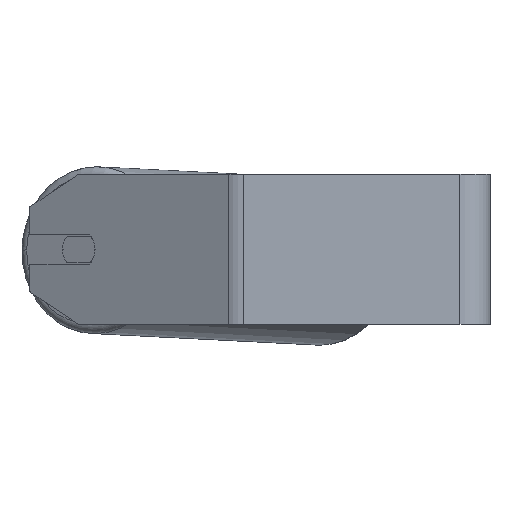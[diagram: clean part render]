
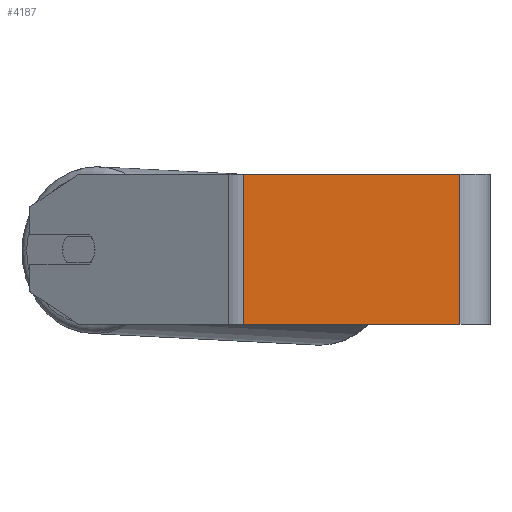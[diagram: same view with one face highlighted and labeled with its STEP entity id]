
A CAD part, left-side view. The second image highlights one B-rep face of the part: STEP entity #4187.
In plain terms, the highlighted planar face has unit normal (-1, 0, 0).
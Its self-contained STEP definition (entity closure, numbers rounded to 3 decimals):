
#69 = LINE ( 'NONE', #6001, #5488 ) ;
#391 = LINE ( 'NONE', #2068, #5314 ) ;
#608 = ORIENTED_EDGE ( 'NONE', *, *, #6384, .T. ) ;
#867 = VECTOR ( 'NONE', #5007, 1000. ) ;
#967 = DIRECTION ( 'NONE',  ( 1., 0., 0. ) ) ;
#1129 = EDGE_CURVE ( 'NONE', #6719, #2034, #4520, .T. ) ;
#1192 = EDGE_CURVE ( 'NONE', #6719, #6383, #69, .T. ) ;
#1421 = DIRECTION ( 'NONE',  ( 0., 0., -1. ) ) ;
#1509 = ORIENTED_EDGE ( 'NONE', *, *, #1787, .F. ) ;
#1787 = EDGE_CURVE ( 'NONE', #2034, #4118, #3014, .T. ) ;
#2034 = VERTEX_POINT ( 'NONE', #3323 ) ;
#2068 = CARTESIAN_POINT ( 'NONE',  ( -300., 135.568, -40. ) ) ;
#2089 = CARTESIAN_POINT ( 'NONE',  ( -300., 16., -40. ) ) ;
#2202 = ORIENTED_EDGE ( 'NONE', *, *, #1192, .T. ) ;
#2709 = AXIS2_PLACEMENT_3D ( 'NONE', #3683, #967, #5281 ) ;
#3014 = LINE ( 'NONE', #6262, #3347 ) ;
#3323 = CARTESIAN_POINT ( 'NONE',  ( -300., 16., 40. ) ) ;
#3347 = VECTOR ( 'NONE', #1421, 1000. ) ;
#3652 = FACE_OUTER_BOUND ( 'NONE', #5248, .T. ) ;
#3683 = CARTESIAN_POINT ( 'NONE',  ( -300., 135.568, 40. ) ) ;
#3909 = CARTESIAN_POINT ( 'NONE',  ( -300., 135.568, 40. ) ) ;
#3953 = DIRECTION ( 'NONE',  ( 0., 0., -1. ) ) ;
#4118 = VERTEX_POINT ( 'NONE', #2089 ) ;
#4160 = ORIENTED_EDGE ( 'NONE', *, *, #1129, .F. ) ;
#4187 = ADVANCED_FACE ( 'NONE', ( #3652 ), #5808, .F. ) ;
#4520 = LINE ( 'NONE', #3909, #867 ) ;
#5007 = DIRECTION ( 'NONE',  ( 0., -1., 0. ) ) ;
#5248 = EDGE_LOOP ( 'NONE', ( #608, #1509, #4160, #2202 ) ) ;
#5281 = DIRECTION ( 'NONE',  ( 0., 0., -1. ) ) ;
#5311 = CARTESIAN_POINT ( 'NONE',  ( -300., 131.281, 40. ) ) ;
#5314 = VECTOR ( 'NONE', #6872, 1000. ) ;
#5488 = VECTOR ( 'NONE', #3953, 1000. ) ;
#5808 = PLANE ( 'NONE',  #2709 ) ;
#6001 = CARTESIAN_POINT ( 'NONE',  ( -300., 131.281, 40. ) ) ;
#6262 = CARTESIAN_POINT ( 'NONE',  ( -300., 16., 40. ) ) ;
#6313 = CARTESIAN_POINT ( 'NONE',  ( -300., 131.281, -40. ) ) ;
#6383 = VERTEX_POINT ( 'NONE', #6313 ) ;
#6384 = EDGE_CURVE ( 'NONE', #6383, #4118, #391, .T. ) ;
#6719 = VERTEX_POINT ( 'NONE', #5311 ) ;
#6872 = DIRECTION ( 'NONE',  ( 0., -1., 0. ) ) ;
